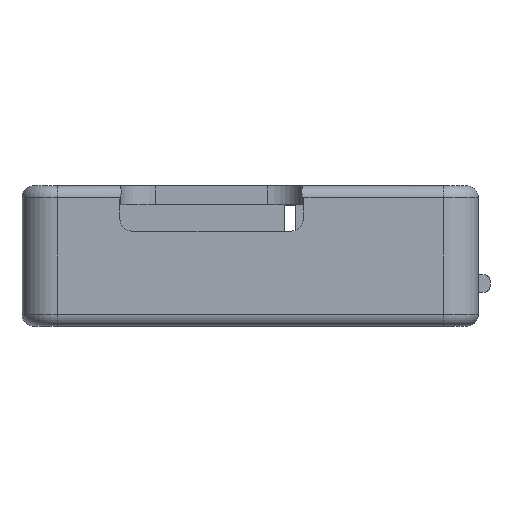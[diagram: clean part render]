
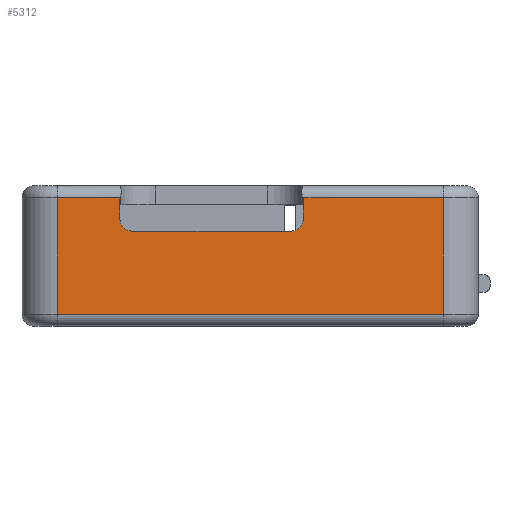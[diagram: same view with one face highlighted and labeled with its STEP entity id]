
A CAD part, left-side view. The second image highlights one B-rep face of the part: STEP entity #5312.
In plain terms, the highlighted planar face has unit normal (-1, 0, 0).
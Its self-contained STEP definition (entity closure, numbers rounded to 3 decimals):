
#2244 = EDGE_CURVE('',#2245,#2247,#2249,.T.);
#2245 = VERTEX_POINT('',#2246);
#2246 = CARTESIAN_POINT('',(-34.498,-16.53,1.));
#2247 = VERTEX_POINT('',#2248);
#2248 = CARTESIAN_POINT('',(-34.498,-16.53,11.));
#2249 = LINE('',#2250,#2251);
#2250 = CARTESIAN_POINT('',(-34.498,-16.53,0.));
#2251 = VECTOR('',#2252,1.);
#2252 = DIRECTION('',(0.,0.,1.));
#4044 = VERTEX_POINT('',#4045);
#4045 = CARTESIAN_POINT('',(-34.498,-4.534,11.));
#4055 = EDGE_CURVE('',#4044,#2247,#4056,.T.);
#4056 = LINE('',#4057,#4058);
#4057 = CARTESIAN_POINT('',(-34.498,16.5,11.));
#4058 = VECTOR('',#4059,1.);
#4059 = DIRECTION('',(0.,-1.,0.));
#4243 = VERTEX_POINT('',#4244);
#4244 = CARTESIAN_POINT('',(-34.498,16.5,11.));
#4251 = EDGE_CURVE('',#4243,#4252,#4254,.T.);
#4252 = VERTEX_POINT('',#4253);
#4253 = CARTESIAN_POINT('',(-34.498,11.105,11.));
#4254 = LINE('',#4255,#4256);
#4255 = CARTESIAN_POINT('',(-34.498,16.5,11.));
#4256 = VECTOR('',#4257,1.);
#4257 = DIRECTION('',(0.,-1.,0.));
#4843 = VERTEX_POINT('',#4844);
#4844 = CARTESIAN_POINT('',(-34.498,16.5,1.));
#4853 = EDGE_CURVE('',#4843,#2245,#4854,.T.);
#4854 = LINE('',#4855,#4856);
#4855 = CARTESIAN_POINT('',(-34.498,16.5,1.));
#4856 = VECTOR('',#4857,1.);
#4857 = DIRECTION('',(0.,-1.,0.));
#5192 = EDGE_CURVE('',#4843,#4243,#5193,.T.);
#5193 = LINE('',#5194,#5195);
#5194 = CARTESIAN_POINT('',(-34.498,16.5,0.));
#5195 = VECTOR('',#5196,1.);
#5196 = DIRECTION('',(0.,0.,1.));
#5312 = ADVANCED_FACE('',(#5313),#5378,.F.);
#5313 = FACE_BOUND('',#5314,.F.);
#5314 = EDGE_LOOP('',(#5315,#5316,#5317,#5326,#5334,#5343,#5351,#5360,
    #5368,#5375,#5376,#5377));
#5315 = ORIENTED_EDGE('',*,*,#5192,.T.);
#5316 = ORIENTED_EDGE('',*,*,#4251,.T.);
#5317 = ORIENTED_EDGE('',*,*,#5318,.T.);
#5318 = EDGE_CURVE('',#4252,#5319,#5321,.T.);
#5319 = VERTEX_POINT('',#5320);
#5320 = CARTESIAN_POINT('',(-34.498,11.119,10.838));
#5321 = CIRCLE('',#5322,1.);
#5322 = AXIS2_PLACEMENT_3D('',#5323,#5324,#5325);
#5323 = CARTESIAN_POINT('',(-34.498,10.119,10.838));
#5324 = DIRECTION('',(-1.,0.,0.));
#5325 = DIRECTION('',(0.,-1.,0.));
#5326 = ORIENTED_EDGE('',*,*,#5327,.T.);
#5327 = EDGE_CURVE('',#5319,#5328,#5330,.T.);
#5328 = VERTEX_POINT('',#5329);
#5329 = CARTESIAN_POINT('',(-34.498,11.119,9.133));
#5330 = LINE('',#5331,#5332);
#5331 = CARTESIAN_POINT('',(-34.498,11.119,10.838));
#5332 = VECTOR('',#5333,1.);
#5333 = DIRECTION('',(0.,0.,-1.));
#5334 = ORIENTED_EDGE('',*,*,#5335,.T.);
#5335 = EDGE_CURVE('',#5328,#5336,#5338,.T.);
#5336 = VERTEX_POINT('',#5337);
#5337 = CARTESIAN_POINT('',(-34.498,10.119,8.133));
#5338 = CIRCLE('',#5339,1.);
#5339 = AXIS2_PLACEMENT_3D('',#5340,#5341,#5342);
#5340 = CARTESIAN_POINT('',(-34.498,10.119,9.133));
#5341 = DIRECTION('',(-1.,0.,0.));
#5342 = DIRECTION('',(0.,-1.,0.));
#5343 = ORIENTED_EDGE('',*,*,#5344,.T.);
#5344 = EDGE_CURVE('',#5336,#5345,#5347,.T.);
#5345 = VERTEX_POINT('',#5346);
#5346 = CARTESIAN_POINT('',(-34.498,-3.547,8.133));
#5347 = LINE('',#5348,#5349);
#5348 = CARTESIAN_POINT('',(-34.498,10.119,8.133));
#5349 = VECTOR('',#5350,1.);
#5350 = DIRECTION('',(0.,-1.,0.));
#5351 = ORIENTED_EDGE('',*,*,#5352,.T.);
#5352 = EDGE_CURVE('',#5345,#5353,#5355,.T.);
#5353 = VERTEX_POINT('',#5354);
#5354 = CARTESIAN_POINT('',(-34.498,-4.547,9.133));
#5355 = CIRCLE('',#5356,1.);
#5356 = AXIS2_PLACEMENT_3D('',#5357,#5358,#5359);
#5357 = CARTESIAN_POINT('',(-34.498,-3.547,9.133));
#5358 = DIRECTION('',(-1.,0.,0.));
#5359 = DIRECTION('',(0.,-1.,0.));
#5360 = ORIENTED_EDGE('',*,*,#5361,.T.);
#5361 = EDGE_CURVE('',#5353,#5362,#5364,.T.);
#5362 = VERTEX_POINT('',#5363);
#5363 = CARTESIAN_POINT('',(-34.498,-4.547,10.838));
#5364 = LINE('',#5365,#5366);
#5365 = CARTESIAN_POINT('',(-34.498,-4.547,9.133));
#5366 = VECTOR('',#5367,1.);
#5367 = DIRECTION('',(0.,0.,1.));
#5368 = ORIENTED_EDGE('',*,*,#5369,.T.);
#5369 = EDGE_CURVE('',#5362,#4044,#5370,.T.);
#5370 = CIRCLE('',#5371,1.);
#5371 = AXIS2_PLACEMENT_3D('',#5372,#5373,#5374);
#5372 = CARTESIAN_POINT('',(-34.498,-3.547,10.838));
#5373 = DIRECTION('',(-1.,0.,0.));
#5374 = DIRECTION('',(0.,-1.,0.));
#5375 = ORIENTED_EDGE('',*,*,#4055,.T.);
#5376 = ORIENTED_EDGE('',*,*,#2244,.F.);
#5377 = ORIENTED_EDGE('',*,*,#4853,.F.);
#5378 = PLANE('',#5379);
#5379 = AXIS2_PLACEMENT_3D('',#5380,#5381,#5382);
#5380 = CARTESIAN_POINT('',(-34.498,16.5,0.));
#5381 = DIRECTION('',(1.,0.,0.));
#5382 = DIRECTION('',(0.,-1.,0.));
